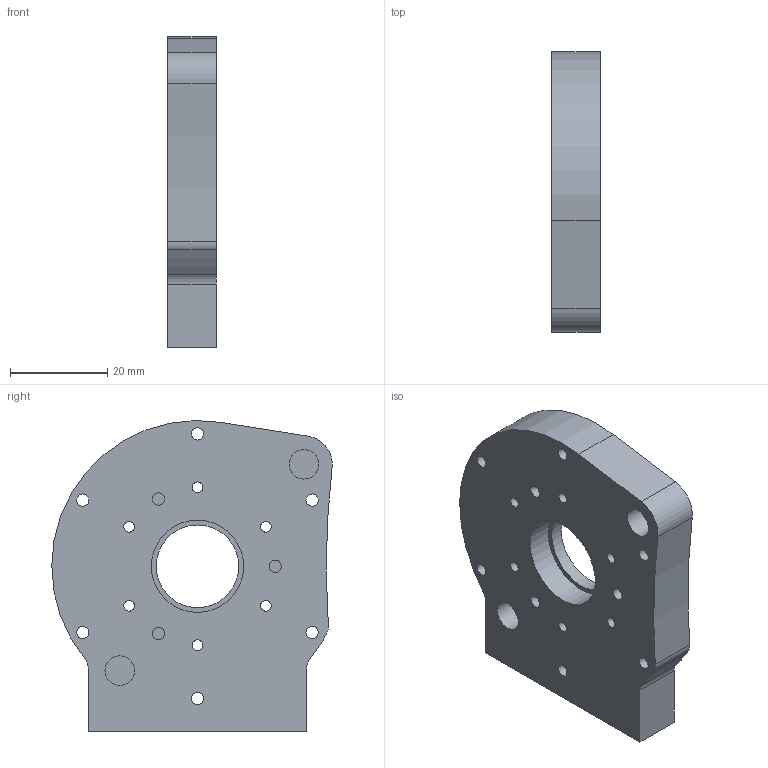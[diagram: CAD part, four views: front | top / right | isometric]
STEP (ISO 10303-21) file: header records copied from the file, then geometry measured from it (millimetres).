
FILE_DESCRIPTION(/* description */ (''),/* implementation_level */ '2;1');
FILE_NAME(/* name */ 'Break Mount 2DOF .step',/* time_stamp */ '2022-09-16T03:23:56+02:00',/* author */ (''),/* organization */ (''),/* preprocessor_version */ 'ST-DEVELOPER v19',/* originating_system */ 'Autodesk Translation Framework v11.7.0.108',/* authorisation */ '');
FILE_SCHEMA (('AUTOMOTIVE_DESIGN { 1 0 10303 214 3 1 1 }'));
Length unit declared in the file: millimetre
Products named in the file (1): Break Mount 2DOF
Bounding box: 10 x 57.74 x 64 mm (x, y, z)
Volume: 25979 mm3; surface area: 10000.5 mm2
Topology: 1 solids, 1 shells, 46 faces, 102 edges, 68 vertices
Faces by surface type: cylinder 30, plane 16
Full cylindrical faces by diameter (mm): 2.2 x6, 2.529 x9, 4.234 x3, 6.1 x2, 17 x1, 19 x1, 40 x1
Entity records: 1380 total; most frequent: DIRECTION 256, CARTESIAN_POINT 217, ORIENTED_EDGE 204, AXIS2_PLACEMENT_3D 107, EDGE_CURVE 102, EDGE_LOOP 82, VERTEX_POINT 68, CIRCLE 60
